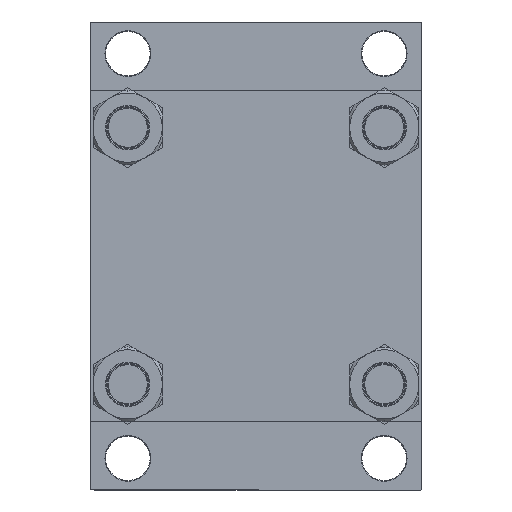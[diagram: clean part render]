
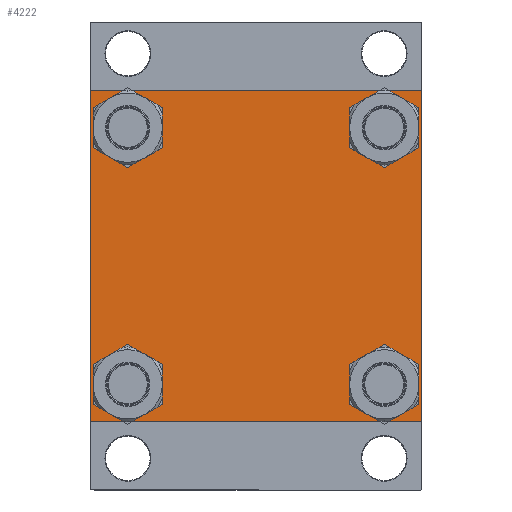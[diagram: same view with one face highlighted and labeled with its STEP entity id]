
A CAD part, left-side view. The second image highlights one B-rep face of the part: STEP entity #4222.
In plain terms, the highlighted planar face has unit normal (-1, 0, 0).
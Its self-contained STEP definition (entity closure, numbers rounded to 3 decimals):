
#452 = CARTESIAN_POINT ( 'NONE',  ( 0., -122., -122.5 ) ) ;
#1088 = FACE_BOUND ( 'NONE', #46030, .T. ) ;
#1275 = LINE ( 'NONE', #7821, #11476 ) ;
#2794 = DIRECTION ( 'NONE',  ( 0., -1., 0. ) ) ;
#3047 = ORIENTED_EDGE ( 'NONE', *, *, #19104, .T. ) ;
#3154 = DIRECTION ( 'NONE',  ( 0., 0., -1. ) ) ;
#3255 = ORIENTED_EDGE ( 'NONE', *, *, #21670, .T. ) ;
#3748 = VECTOR ( 'NONE', #31252, 1000. ) ;
#4222 = ADVANCED_FACE ( 'NONE', ( #30557, #1088, #27400, #9280, #41912 ), #45310, .T. ) ;
#5189 = DIRECTION ( 'NONE',  ( 1., 0., 0. ) ) ;
#5324 = VERTEX_POINT ( 'NONE', #13085 ) ;
#5368 = AXIS2_PLACEMENT_3D ( 'NONE', #46724, #13860, #31257 ) ;
#5440 = DIRECTION ( 'NONE',  ( 1., 0., 0. ) ) ;
#6002 = CARTESIAN_POINT ( 'NONE',  ( 0., 122.5, 122.5 ) ) ;
#6026 = EDGE_CURVE ( 'NONE', #40473, #12558, #34339, .T. ) ;
#6331 = CARTESIAN_POINT ( 'NONE',  ( 0., 122.5, -122. ) ) ;
#6910 = CARTESIAN_POINT ( 'NONE',  ( 0., -122.5, 122. ) ) ;
#7302 = CIRCLE ( 'NONE', #34292, 15.5 ) ;
#7688 = LINE ( 'NONE', #37161, #3748 ) ;
#7821 = CARTESIAN_POINT ( 'NONE',  ( 0., 122.25, -122.25 ) ) ;
#8715 = ORIENTED_EDGE ( 'NONE', *, *, #34803, .T. ) ;
#8886 = ORIENTED_EDGE ( 'NONE', *, *, #33998, .T. ) ;
#8918 = DIRECTION ( 'NONE',  ( 0., 0., 1. ) ) ;
#9044 = DIRECTION ( 'NONE',  ( 0., 0., 1. ) ) ;
#9169 = CARTESIAN_POINT ( 'NONE',  ( 0., -95.1, 95.1 ) ) ;
#9280 = FACE_BOUND ( 'NONE', #31477, .T. ) ;
#9517 = CARTESIAN_POINT ( 'NONE',  ( 0., 122.5, 122. ) ) ;
#9901 = CIRCLE ( 'NONE', #36923, 15.5 ) ;
#10428 = EDGE_CURVE ( 'NONE', #26685, #46619, #13179, .T. ) ;
#10574 = ORIENTED_EDGE ( 'NONE', *, *, #40241, .T. ) ;
#11108 = VECTOR ( 'NONE', #25571, 1000. ) ;
#11476 = VECTOR ( 'NONE', #22543, 1000. ) ;
#11776 = EDGE_LOOP ( 'NONE', ( #10574, #3255 ) ) ;
#12044 = CARTESIAN_POINT ( 'NONE',  ( 0., 95.1, -79.6 ) ) ;
#12233 = VECTOR ( 'NONE', #36044, 1000. ) ;
#12317 = VERTEX_POINT ( 'NONE', #9517 ) ;
#12558 = VERTEX_POINT ( 'NONE', #36344 ) ;
#13022 = DIRECTION ( 'NONE',  ( 1., 0., 0. ) ) ;
#13085 = CARTESIAN_POINT ( 'NONE',  ( 0., 95.1, -110.6 ) ) ;
#13177 = ORIENTED_EDGE ( 'NONE', *, *, #17327, .T. ) ;
#13179 = LINE ( 'NONE', #17272, #33763 ) ;
#13476 = DIRECTION ( 'NONE',  ( 1., 0., 0. ) ) ;
#13638 = VECTOR ( 'NONE', #25063, 1000. ) ;
#13860 = DIRECTION ( 'NONE',  ( 1., 0., 0. ) ) ;
#14471 = VECTOR ( 'NONE', #18035, 1000. ) ;
#14704 = CARTESIAN_POINT ( 'NONE',  ( 0., 95.1, 79.6 ) ) ;
#14834 = DIRECTION ( 'NONE',  ( 0., 0., 1. ) ) ;
#15141 = ORIENTED_EDGE ( 'NONE', *, *, #26966, .F. ) ;
#15421 = EDGE_CURVE ( 'NONE', #12317, #35859, #39343, .T. ) ;
#15630 = VERTEX_POINT ( 'NONE', #19388 ) ;
#16152 = CIRCLE ( 'NONE', #5368, 15.5 ) ;
#16174 = ORIENTED_EDGE ( 'NONE', *, *, #15421, .T. ) ;
#16537 = CARTESIAN_POINT ( 'NONE',  ( 0., -95.1, 79.6 ) ) ;
#16869 = DIRECTION ( 'NONE',  ( 1., 0., 0. ) ) ;
#17248 = ORIENTED_EDGE ( 'NONE', *, *, #17509, .T. ) ;
#17272 = CARTESIAN_POINT ( 'NONE',  ( 0., 122.5, -122.5 ) ) ;
#17327 = EDGE_CURVE ( 'NONE', #35859, #26685, #1275, .T. ) ;
#17509 = EDGE_CURVE ( 'NONE', #28224, #27158, #25149, .T. ) ;
#17575 = CARTESIAN_POINT ( 'NONE',  ( 0., 122.5, 122.5 ) ) ;
#17690 = CIRCLE ( 'NONE', #23862, 15.5 ) ;
#17804 = VERTEX_POINT ( 'NONE', #23898 ) ;
#17868 = CARTESIAN_POINT ( 'NONE',  ( 0., -122.5, 122.5 ) ) ;
#18035 = DIRECTION ( 'NONE',  ( 0., 0., -1. ) ) ;
#18194 = ORIENTED_EDGE ( 'NONE', *, *, #40925, .T. ) ;
#19104 = EDGE_CURVE ( 'NONE', #32234, #17804, #16152, .T. ) ;
#19388 = CARTESIAN_POINT ( 'NONE',  ( 0., -95.1, 110.6 ) ) ;
#20004 = DIRECTION ( 'NONE',  ( 0., 0., 1. ) ) ;
#20721 = AXIS2_PLACEMENT_3D ( 'NONE', #9169, #13022, #30438 ) ;
#21670 = EDGE_CURVE ( 'NONE', #41678, #15630, #7302, .T. ) ;
#22044 = CIRCLE ( 'NONE', #45203, 15.5 ) ;
#22543 = DIRECTION ( 'NONE',  ( 0., -0.707, -0.707 ) ) ;
#22676 = ORIENTED_EDGE ( 'NONE', *, *, #23985, .T. ) ;
#23075 = CARTESIAN_POINT ( 'NONE',  ( 0., 95.1, 95.1 ) ) ;
#23862 = AXIS2_PLACEMENT_3D ( 'NONE', #23075, #5440, #44852 ) ;
#23898 = CARTESIAN_POINT ( 'NONE',  ( 0., -95.1, -79.6 ) ) ;
#23985 = EDGE_CURVE ( 'NONE', #37200, #5324, #22044, .T. ) ;
#25063 = DIRECTION ( 'NONE',  ( 0., -1., 0. ) ) ;
#25149 = LINE ( 'NONE', #40386, #12233 ) ;
#25571 = DIRECTION ( 'NONE',  ( 0., 0.707, -0.707 ) ) ;
#26420 = CARTESIAN_POINT ( 'NONE',  ( 0., 95.1, 95.1 ) ) ;
#26685 = VERTEX_POINT ( 'NONE', #42892 ) ;
#26966 = EDGE_CURVE ( 'NONE', #35894, #27158, #42961, .T. ) ;
#27158 = VERTEX_POINT ( 'NONE', #31245 ) ;
#27400 = FACE_BOUND ( 'NONE', #47164, .T. ) ;
#27461 = CARTESIAN_POINT ( 'NONE',  ( 0., -122.5, -122. ) ) ;
#27513 = CARTESIAN_POINT ( 'NONE',  ( 0., 95.1, -95.1 ) ) ;
#27557 = AXIS2_PLACEMENT_3D ( 'NONE', #27562, #42310, #42543 ) ;
#27562 = CARTESIAN_POINT ( 'NONE',  ( 0., -95.1, -95.1 ) ) ;
#27973 = CARTESIAN_POINT ( 'NONE',  ( 0., -95.1, 95.1 ) ) ;
#28224 = VERTEX_POINT ( 'NONE', #6910 ) ;
#29159 = EDGE_LOOP ( 'NONE', ( #16174, #13177, #31686, #32303, #36876, #17248, #15141, #8715 ) ) ;
#29174 = VERTEX_POINT ( 'NONE', #27461 ) ;
#30054 = DIRECTION ( 'NONE',  ( 1., 0., 0. ) ) ;
#30124 = VECTOR ( 'NONE', #3154, 1000. ) ;
#30438 = DIRECTION ( 'NONE',  ( 0., 0., 1. ) ) ;
#30557 = FACE_BOUND ( 'NONE', #11776, .T. ) ;
#31245 = CARTESIAN_POINT ( 'NONE',  ( 0., -122., 122.5 ) ) ;
#31252 = DIRECTION ( 'NONE',  ( 0., -0.707, 0.707 ) ) ;
#31257 = DIRECTION ( 'NONE',  ( 0., 0., 1. ) ) ;
#31477 = EDGE_LOOP ( 'NONE', ( #18194, #34739 ) ) ;
#31613 = EDGE_CURVE ( 'NONE', #17804, #32234, #32192, .T. ) ;
#31686 = ORIENTED_EDGE ( 'NONE', *, *, #10428, .T. ) ;
#32192 = CIRCLE ( 'NONE', #27557, 15.5 ) ;
#32234 = VERTEX_POINT ( 'NONE', #32450 ) ;
#32303 = ORIENTED_EDGE ( 'NONE', *, *, #38644, .T. ) ;
#32450 = CARTESIAN_POINT ( 'NONE',  ( 0., -95.1, -110.6 ) ) ;
#33763 = VECTOR ( 'NONE', #2794, 1000. ) ;
#33998 = EDGE_CURVE ( 'NONE', #5324, #37200, #9901, .T. ) ;
#34292 = AXIS2_PLACEMENT_3D ( 'NONE', #27973, #13476, #20004 ) ;
#34339 = CIRCLE ( 'NONE', #38208, 15.5 ) ;
#34416 = CARTESIAN_POINT ( 'NONE',  ( 0., 95.1, -95.1 ) ) ;
#34739 = ORIENTED_EDGE ( 'NONE', *, *, #6026, .T. ) ;
#34803 = EDGE_CURVE ( 'NONE', #35894, #12317, #43695, .T. ) ;
#35859 = VERTEX_POINT ( 'NONE', #6331 ) ;
#35894 = VERTEX_POINT ( 'NONE', #39428 ) ;
#36044 = DIRECTION ( 'NONE',  ( 0., 0.707, 0.707 ) ) ;
#36344 = CARTESIAN_POINT ( 'NONE',  ( 0., 95.1, 110.6 ) ) ;
#36876 = ORIENTED_EDGE ( 'NONE', *, *, #43869, .F. ) ;
#36923 = AXIS2_PLACEMENT_3D ( 'NONE', #27513, #16869, #8918 ) ;
#37161 = CARTESIAN_POINT ( 'NONE',  ( 0., -122.25, -122.25 ) ) ;
#37200 = VERTEX_POINT ( 'NONE', #12044 ) ;
#38208 = AXIS2_PLACEMENT_3D ( 'NONE', #26420, #30054, #14834 ) ;
#38288 = CARTESIAN_POINT ( 'NONE',  ( 0., 0., 0. ) ) ;
#38503 = CIRCLE ( 'NONE', #20721, 15.5 ) ;
#38644 = EDGE_CURVE ( 'NONE', #46619, #29174, #7688, .T. ) ;
#38993 = DIRECTION ( 'NONE',  ( 0., 0., 1. ) ) ;
#39343 = LINE ( 'NONE', #6002, #14471 ) ;
#39428 = CARTESIAN_POINT ( 'NONE',  ( 0., 122., 122.5 ) ) ;
#40241 = EDGE_CURVE ( 'NONE', #15630, #41678, #38503, .T. ) ;
#40386 = CARTESIAN_POINT ( 'NONE',  ( 0., -122.25, 122.25 ) ) ;
#40473 = VERTEX_POINT ( 'NONE', #14704 ) ;
#40925 = EDGE_CURVE ( 'NONE', #12558, #40473, #17690, .T. ) ;
#41678 = VERTEX_POINT ( 'NONE', #16537 ) ;
#41912 = FACE_OUTER_BOUND ( 'NONE', #29159, .T. ) ;
#42149 = DIRECTION ( 'NONE',  ( -1., 0., 0. ) ) ;
#42310 = DIRECTION ( 'NONE',  ( 1., 0., 0. ) ) ;
#42543 = DIRECTION ( 'NONE',  ( 0., 0., 1. ) ) ;
#42755 = AXIS2_PLACEMENT_3D ( 'NONE', #38288, #42149, #9044 ) ;
#42892 = CARTESIAN_POINT ( 'NONE',  ( 0., 122., -122.5 ) ) ;
#42961 = LINE ( 'NONE', #17575, #13638 ) ;
#43656 = ORIENTED_EDGE ( 'NONE', *, *, #31613, .T. ) ;
#43695 = LINE ( 'NONE', #47817, #11108 ) ;
#43734 = LINE ( 'NONE', #17868, #30124 ) ;
#43869 = EDGE_CURVE ( 'NONE', #28224, #29174, #43734, .T. ) ;
#44852 = DIRECTION ( 'NONE',  ( 0., 0., 1. ) ) ;
#45203 = AXIS2_PLACEMENT_3D ( 'NONE', #34416, #5189, #38993 ) ;
#45310 = PLANE ( 'NONE',  #42755 ) ;
#46030 = EDGE_LOOP ( 'NONE', ( #43656, #3047 ) ) ;
#46619 = VERTEX_POINT ( 'NONE', #452 ) ;
#46724 = CARTESIAN_POINT ( 'NONE',  ( 0., -95.1, -95.1 ) ) ;
#47164 = EDGE_LOOP ( 'NONE', ( #22676, #8886 ) ) ;
#47817 = CARTESIAN_POINT ( 'NONE',  ( 0., 122.25, 122.25 ) ) ;
